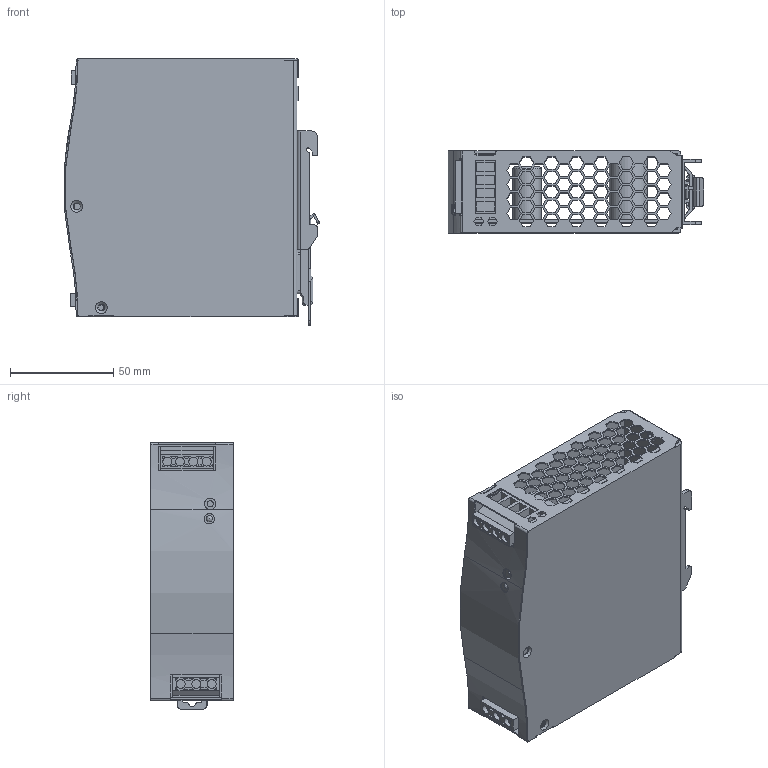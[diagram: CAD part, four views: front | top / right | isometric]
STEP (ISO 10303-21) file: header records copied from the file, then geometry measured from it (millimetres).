
FILE_DESCRIPTION((''),'2;1');
FILE_NAME('NDR-120-3D.stp','2020-08-10T15:58:37',('shirley'),(''),'Autodesk Inventor 2010','Autodesk Inventor 2010','');
FILE_SCHEMA(('AUTOMOTIVE_DESIGN { 1 0 10303 214 1 1 1 1 }'));
Length unit declared in the file: millimetre
Products named in the file (9): NDR-120; ¤ïÊl; a2; a1; ˋ°Ûy; 掛座小; f; p3; p1
Assembly tree (8 placements, depth 4):
  NDR-120
    ¤ïÊl
    a2
      a1
        ˋ°Ûy
    掛座小
      f
      p3
      p1
Bounding box: 123.92 x 40 x 129.21 mm (x, y, z)
Volume: 114442 mm3; surface area: 138421 mm2
Topology: 5 solids, 5 shells, 1498 faces, 4307 edges, 2849 vertices
Faces by surface type: plane 1241, cylinder 220, cone 19, torus 17, bspline 1
Full cylindrical faces by diameter (mm): 1.94 x1, 2.65 x7, 3 x2, 3.37 x2, 3.4 x9, 3.5 x3, 4.27 x5, 4.3 x7, 5 x1, 5.5 x1, 13.5 x3, 18.5 x1
Entity records: 50699 total; most frequent: CARTESIAN_POINT 10246, ORIENTED_EDGE 8466, DIRECTION 7743, EDGE_CURVE 4233, VECTOR 3723, LINE 3723, VERTEX_POINT 2846, AXIS2_PLACEMENT_3D 2010
